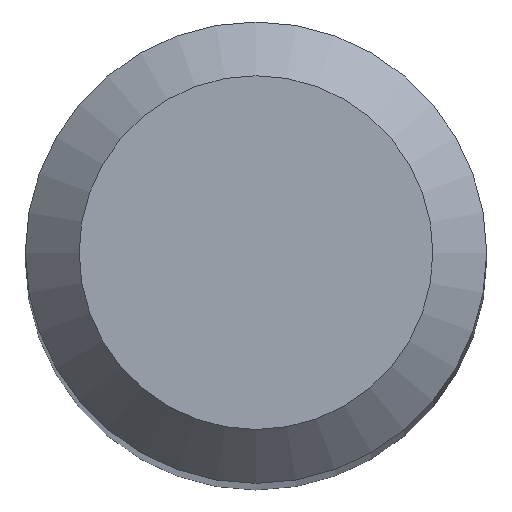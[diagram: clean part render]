
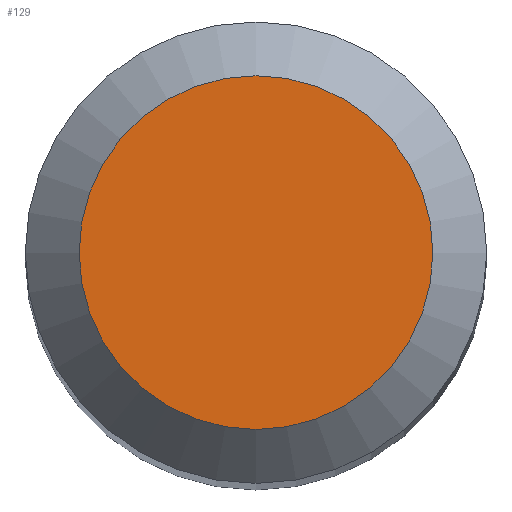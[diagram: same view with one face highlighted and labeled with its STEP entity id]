
A CAD part, top view. The second image highlights one B-rep face of the part: STEP entity #129.
In plain terms, the highlighted planar face has unit normal (0, 0, 1).
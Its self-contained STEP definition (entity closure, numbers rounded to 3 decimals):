
#20 = CIRCLE ( 'NONE', #162, 2.3 ) ;
#48 = CARTESIAN_POINT ( 'NONE',  ( 0., 0., 89. ) ) ;
#50 = PLANE ( 'NONE',  #248 ) ;
#51 = DIRECTION ( 'NONE',  ( 0., 1., 0. ) ) ;
#73 = CARTESIAN_POINT ( 'NONE',  ( 0., 0., 89. ) ) ;
#92 = DIRECTION ( 'NONE',  ( 0., 1., 0. ) ) ;
#129 = ADVANCED_FACE ( 'NONE', ( #201 ), #50, .F. ) ;
#158 = ORIENTED_EDGE ( 'NONE', *, *, #256, .F. ) ;
#162 = AXIS2_PLACEMENT_3D ( 'NONE', #73, #191, #92 ) ;
#191 = DIRECTION ( 'NONE',  ( 0., 0., -1. ) ) ;
#201 = FACE_OUTER_BOUND ( 'NONE', #258, .T. ) ;
#212 = CARTESIAN_POINT ( 'NONE',  ( 0., 2.3, 89. ) ) ;
#248 = AXIS2_PLACEMENT_3D ( 'NONE', #48, #255, #51 ) ;
#252 = VERTEX_POINT ( 'NONE', #212 ) ;
#255 = DIRECTION ( 'NONE',  ( 0., 0., -1. ) ) ;
#256 = EDGE_CURVE ( 'NONE', #252, #252, #20, .T. ) ;
#258 = EDGE_LOOP ( 'NONE', ( #158 ) ) ;
